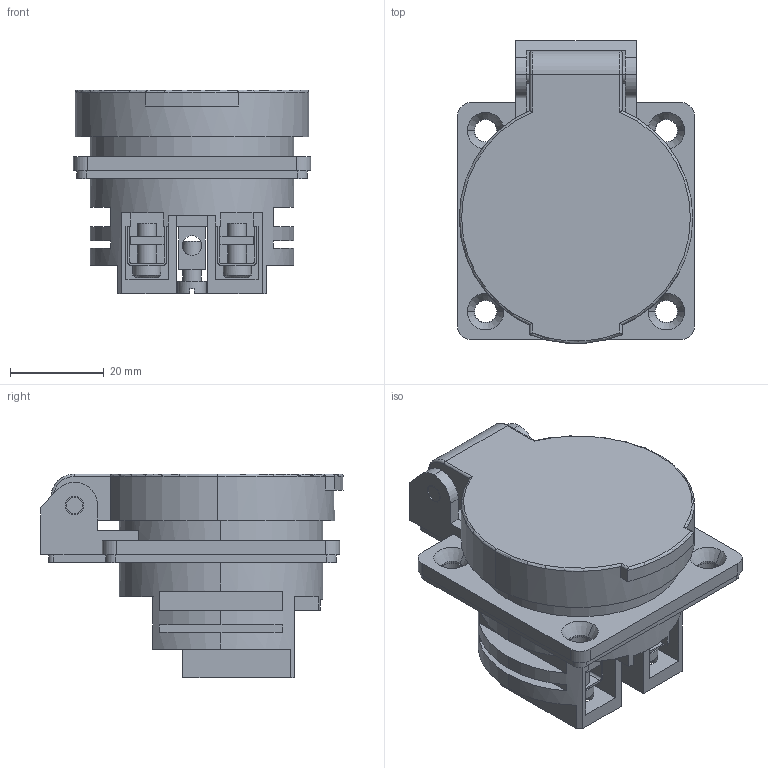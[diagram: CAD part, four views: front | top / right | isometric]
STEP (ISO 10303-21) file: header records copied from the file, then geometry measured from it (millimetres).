
FILE_DESCRIPTION (( 'STEP AP214' ), '1' );
FILE_NAME ('ps-112-16-220.ÃÌ Ðîçåòêà 112 ïàíåëüíàÿ ñêðûòàÿ ñ êðûøêîé 2Ð+PÅ 16À 220Â IP54.STEP', '2025-11-18T08:18:13', ( '' ), ( '' ), 'SwSTEP 2.0', 'SolidWorks 2021', '' );
FILE_SCHEMA (( 'AUTOMOTIVE_DESIGN' ));
Length unit declared in the file: millimetre
Products named in the file (1): ps-112-16-220.ÃÌ Ðîçåòêà 112 ïàíåëüíàÿ ñêðûòàÿ ñ êðûøêîé 2Ð+PÅ 16À 220Â IP54
Bounding box: 50.5 x 64.36 x 43.4 mm (x, y, z)
Volume: 36797.6 mm3; surface area: 28713.2 mm2
Topology: 3 solids, 3 shells, 311 faces, 851 edges, 559 vertices
Faces by surface type: plane 191, cylinder 102, cone 12, torus 6
Entity records: 13553 total; most frequent: CARTESIAN_POINT 1878, DIRECTION 1726, ORIENTED_EDGE 1702, EDGE_CURVE 851, AXIS2_PLACEMENT_3D 583, VECTOR 560, LINE 560, VERTEX_POINT 559
